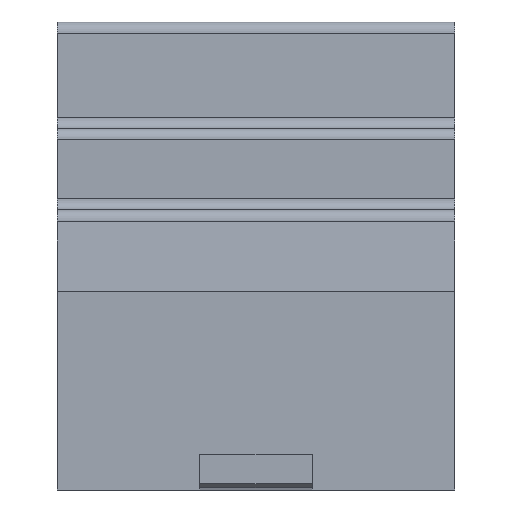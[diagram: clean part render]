
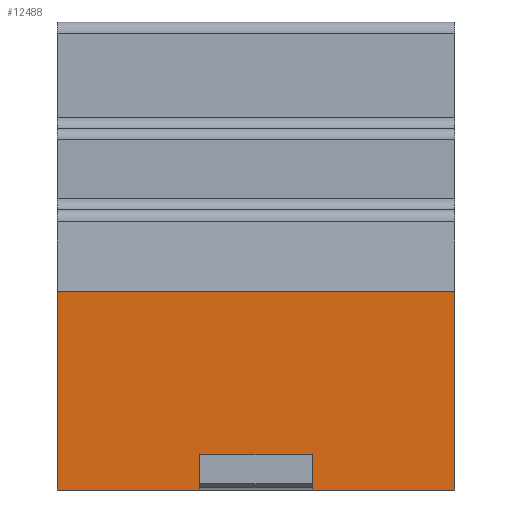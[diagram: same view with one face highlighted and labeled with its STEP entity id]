
A CAD part, front view. The second image highlights one B-rep face of the part: STEP entity #12488.
In plain terms, the highlighted planar face has unit normal (0, -1, 0).
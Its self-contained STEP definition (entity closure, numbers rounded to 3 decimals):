
#5239=CARTESIAN_POINT('',(53.5,-45.002,21.697));
#5240=VERTEX_POINT('',#5239);
#5247=CARTESIAN_POINT('',(53.5,-45.002,-5.003));
#5248=VERTEX_POINT('',#5247);
#5249=CARTESIAN_POINT('',(53.5,-45.002,-5.003));
#5250=DIRECTION('',(0.0,0.0,1.0));
#5251=VECTOR('',#5250,26.699);
#5252=LINE('',#5249,#5251);
#5253=EDGE_CURVE('',#5248,#5240,#5252,.T.);
#9271=CARTESIAN_POINT('',(19.15,-45.002,-5.003));
#9272=VERTEX_POINT('',#9271);
#9279=CARTESIAN_POINT('',(34.35,-45.002,-5.003));
#9280=VERTEX_POINT('',#9279);
#9302=CARTESIAN_POINT('',(19.15,-45.002,-0.253));
#9303=VERTEX_POINT('',#9302);
#9320=CARTESIAN_POINT('',(34.35,-45.002,-0.253));
#9321=VERTEX_POINT('',#9320);
#9328=CARTESIAN_POINT('',(19.15,-45.002,-0.253));
#9329=DIRECTION('',(1.0,0.0,0.0));
#9330=VECTOR('',#9329,15.2);
#9331=LINE('',#9328,#9330);
#9332=EDGE_CURVE('',#9303,#9321,#9331,.T.);
#9367=CARTESIAN_POINT('',(19.15,-45.002,-5.003));
#9368=DIRECTION('',(0.0,0.0,1.0));
#9369=VECTOR('',#9368,4.749);
#9370=LINE('',#9367,#9369);
#9371=EDGE_CURVE('',#9272,#9303,#9370,.T.);
#9385=CARTESIAN_POINT('',(34.35,-45.002,-0.253));
#9386=DIRECTION('',(0.0,0.0,-1.0));
#9387=VECTOR('',#9386,4.749);
#9388=LINE('',#9385,#9387);
#9389=EDGE_CURVE('',#9321,#9280,#9388,.T.);
#12437=CARTESIAN_POINT('',(0.,-45.002,21.697));
#12438=VERTEX_POINT('',#12437);
#12445=CARTESIAN_POINT('',(53.5,-45.002,21.697));
#12446=DIRECTION('',(-1.0,0.0,0.0));
#12447=VECTOR('',#12446,53.5);
#12448=LINE('',#12445,#12447);
#12449=EDGE_CURVE('',#5240,#12438,#12448,.T.);
#12456=CARTESIAN_POINT('',(17.5,-45.002,21.697));
#12457=DIRECTION('',(0.0,-1.0,0.0));
#12458=DIRECTION('',(1.0,0.0,0.0));
#12459=AXIS2_PLACEMENT_3D('',#12456,#12457,#12458);
#12460=PLANE('',#12459);
#12461=CARTESIAN_POINT('',(0.,-45.002,-5.003));
#12462=VERTEX_POINT('',#12461);
#12463=CARTESIAN_POINT('',(19.15,-45.002,-5.003));
#12464=DIRECTION('',(-1.0,0.0,0.0));
#12465=VECTOR('',#12464,19.15);
#12466=LINE('',#12463,#12465);
#12467=EDGE_CURVE('',#9272,#12462,#12466,.T.);
#12468=ORIENTED_EDGE('',*,*,#12467,.F.);
#12469=ORIENTED_EDGE('',*,*,#9371,.T.);
#12470=ORIENTED_EDGE('',*,*,#9332,.T.);
#12471=ORIENTED_EDGE('',*,*,#9389,.T.);
#12472=CARTESIAN_POINT('',(53.5,-45.002,-5.003));
#12473=DIRECTION('',(-1.0,0.0,0.0));
#12474=VECTOR('',#12473,19.15);
#12475=LINE('',#12472,#12474);
#12476=EDGE_CURVE('',#5248,#9280,#12475,.T.);
#12477=ORIENTED_EDGE('',*,*,#12476,.F.);
#12478=ORIENTED_EDGE('',*,*,#5253,.T.);
#12479=ORIENTED_EDGE('',*,*,#12449,.T.);
#12480=CARTESIAN_POINT('',(0.,-45.002,21.697));
#12481=DIRECTION('',(0.0,0.0,-1.0));
#12482=VECTOR('',#12481,26.699);
#12483=LINE('',#12480,#12482);
#12484=EDGE_CURVE('',#12438,#12462,#12483,.T.);
#12485=ORIENTED_EDGE('',*,*,#12484,.T.);
#12486=EDGE_LOOP('',(#12468,#12469,#12470,#12471,#12477,#12478,#12479,#12485));
#12487=FACE_OUTER_BOUND('',#12486,.T.);
#12488=ADVANCED_FACE('',(#12487),#12460,.T.);
